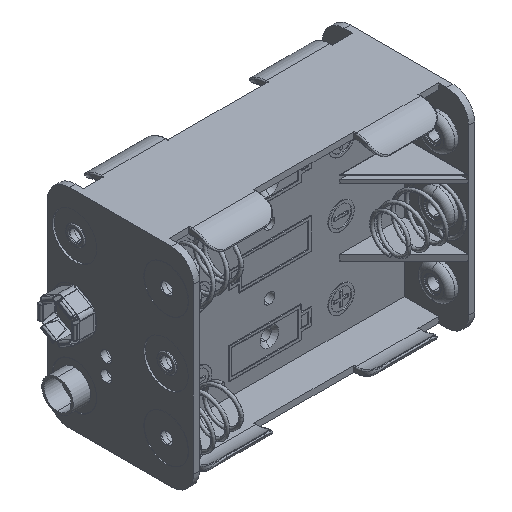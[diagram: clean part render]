
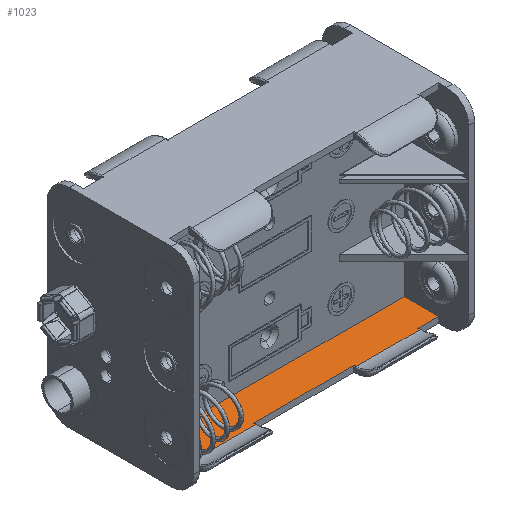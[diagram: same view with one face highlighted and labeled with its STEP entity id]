
A CAD part, isometric view. The second image highlights one B-rep face of the part: STEP entity #1023.
In plain terms, the highlighted planar face has unit normal (0, 0, 1).
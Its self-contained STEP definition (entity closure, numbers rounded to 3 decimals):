
#31 = CARTESIAN_POINT ( 'NONE',  ( 9.2, -13.335, -5.45 ) ) ;
#543 = CARTESIAN_POINT ( 'NONE',  ( 20.8, -8.235, -5.45 ) ) ;
#572 = EDGE_CURVE ( 'NONE', #15421, #27732, #7152, .T. ) ;
#842 = ORIENTED_EDGE ( 'NONE', *, *, #18126, .T. ) ;
#1023 = ADVANCED_FACE ( 'NONE', ( #1884 ), #32725, .F. ) ;
#1052 = DIRECTION ( 'NONE',  ( 0., 1., 0. ) ) ;
#1112 = EDGE_CURVE ( 'NONE', #10872, #27732, #37982, .T. ) ;
#1740 = DIRECTION ( 'NONE',  ( 0., 1., 0. ) ) ;
#1884 = FACE_OUTER_BOUND ( 'NONE', #42102, .T. ) ;
#2147 = CARTESIAN_POINT ( 'NONE',  ( 0., -8.235, -5.45 ) ) ;
#2449 = EDGE_CURVE ( 'NONE', #40652, #27815, #17791, .T. ) ;
#2538 = CARTESIAN_POINT ( 'NONE',  ( 9.2, -7.835, -5.45 ) ) ;
#2908 = ORIENTED_EDGE ( 'NONE', *, *, #1112, .T. ) ;
#3392 = VERTEX_POINT ( 'NONE', #543 ) ;
#3723 = ORIENTED_EDGE ( 'NONE', *, *, #29446, .T. ) ;
#4178 = CARTESIAN_POINT ( 'NONE',  ( 0., -1.55, -5.45 ) ) ;
#4496 = VECTOR ( 'NONE', #16893, 1000. ) ;
#4523 = CARTESIAN_POINT ( 'NONE',  ( 9.2, -8.235, -5.45 ) ) ;
#4649 = ORIENTED_EDGE ( 'NONE', *, *, #2449, .T. ) ;
#5040 = LINE ( 'NONE', #21023, #23374 ) ;
#5093 = LINE ( 'NONE', #2147, #39636 ) ;
#6527 = EDGE_CURVE ( 'NONE', #12245, #30507, #19749, .T. ) ;
#6837 = DIRECTION ( 'NONE',  ( -1., 0., 0. ) ) ;
#7058 = LINE ( 'NONE', #20354, #19665 ) ;
#7152 = LINE ( 'NONE', #14140, #28635 ) ;
#7278 = EDGE_CURVE ( 'NONE', #3392, #21466, #7058, .T. ) ;
#7542 = DIRECTION ( 'NONE',  ( -1., 0., 0. ) ) ;
#8586 = CARTESIAN_POINT ( 'NONE',  ( 0., -7.835, -5.45 ) ) ;
#8828 = LINE ( 'NONE', #11864, #33444 ) ;
#8909 = VECTOR ( 'NONE', #1052, 1000. ) ;
#9156 = VECTOR ( 'NONE', #26525, 1000. ) ;
#10033 = CARTESIAN_POINT ( 'NONE',  ( 0., -7.835, -5.45 ) ) ;
#10872 = VERTEX_POINT ( 'NONE', #35562 ) ;
#11445 = CARTESIAN_POINT ( 'NONE',  ( 20.8, -7.835, -5.45 ) ) ;
#11685 = DIRECTION ( 'NONE',  ( -1., 0., 0. ) ) ;
#11687 = CARTESIAN_POINT ( 'NONE',  ( 20.8, -7.835, -5.45 ) ) ;
#11864 = CARTESIAN_POINT ( 'NONE',  ( -24.55, -13.335, -5.45 ) ) ;
#12245 = VERTEX_POINT ( 'NONE', #13134 ) ;
#13134 = CARTESIAN_POINT ( 'NONE',  ( -20.8, -7.835, -5.45 ) ) ;
#13755 = ORIENTED_EDGE ( 'NONE', *, *, #34761, .F. ) ;
#14140 = CARTESIAN_POINT ( 'NONE',  ( 0., -7.835, -5.45 ) ) ;
#14223 = VECTOR ( 'NONE', #35066, 1000. ) ;
#14507 = EDGE_CURVE ( 'NONE', #27815, #16883, #37701, .T. ) ;
#14721 = DIRECTION ( 'NONE',  ( 0., -1., 0. ) ) ;
#14738 = VERTEX_POINT ( 'NONE', #35625 ) ;
#15421 = VERTEX_POINT ( 'NONE', #2538 ) ;
#15950 = AXIS2_PLACEMENT_3D ( 'NONE', #36072, #22780, #16181 ) ;
#16181 = DIRECTION ( 'NONE',  ( 1., 0., 0. ) ) ;
#16883 = VERTEX_POINT ( 'NONE', #32648 ) ;
#16893 = DIRECTION ( 'NONE',  ( -1., 0., 0. ) ) ;
#17791 = LINE ( 'NONE', #20689, #8909 ) ;
#18126 = EDGE_CURVE ( 'NONE', #12245, #14738, #5040, .T. ) ;
#18241 = EDGE_CURVE ( 'NONE', #10872, #14738, #5093, .T. ) ;
#19665 = VECTOR ( 'NONE', #20910, 1000. ) ;
#19747 = VECTOR ( 'NONE', #11685, 1000. ) ;
#19749 = LINE ( 'NONE', #10033, #4496 ) ;
#19853 = CARTESIAN_POINT ( 'NONE',  ( -9.2, -7.835, -5.45 ) ) ;
#20354 = CARTESIAN_POINT ( 'NONE',  ( 0., -8.235, -5.45 ) ) ;
#20689 = CARTESIAN_POINT ( 'NONE',  ( 24.55, -13.335, -5.45 ) ) ;
#20910 = DIRECTION ( 'NONE',  ( -1., 0., 0. ) ) ;
#21023 = CARTESIAN_POINT ( 'NONE',  ( -20.8, -13.335, -5.45 ) ) ;
#21466 = VERTEX_POINT ( 'NONE', #4523 ) ;
#21641 = CARTESIAN_POINT ( 'NONE',  ( -9.2, -7.835, -5.45 ) ) ;
#22780 = DIRECTION ( 'NONE',  ( 0., 0., -1. ) ) ;
#23374 = VECTOR ( 'NONE', #14721, 1000. ) ;
#23806 = EDGE_CURVE ( 'NONE', #40652, #30144, #43227, .T. ) ;
#26525 = DIRECTION ( 'NONE',  ( 0., -1., 0. ) ) ;
#26755 = VECTOR ( 'NONE', #6837, 1000. ) ;
#26961 = LINE ( 'NONE', #31, #9156 ) ;
#27732 = VERTEX_POINT ( 'NONE', #21641 ) ;
#27815 = VERTEX_POINT ( 'NONE', #28820 ) ;
#28035 = ORIENTED_EDGE ( 'NONE', *, *, #14507, .T. ) ;
#28344 = DIRECTION ( 'NONE',  ( -1., 0., 0. ) ) ;
#28635 = VECTOR ( 'NONE', #7542, 1000. ) ;
#28820 = CARTESIAN_POINT ( 'NONE',  ( 24.55, -1.55, -5.45 ) ) ;
#29159 = VECTOR ( 'NONE', #37057, 1000. ) ;
#29446 = EDGE_CURVE ( 'NONE', #15421, #21466, #26961, .T. ) ;
#29925 = CARTESIAN_POINT ( 'NONE',  ( 24.55, -7.835, -5.45 ) ) ;
#30144 = VERTEX_POINT ( 'NONE', #11445 ) ;
#30507 = VERTEX_POINT ( 'NONE', #34332 ) ;
#31913 = EDGE_CURVE ( 'NONE', #3392, #30144, #33104, .T. ) ;
#32648 = CARTESIAN_POINT ( 'NONE',  ( -24.55, -1.55, -5.45 ) ) ;
#32725 = PLANE ( 'NONE',  #15950 ) ;
#33104 = LINE ( 'NONE', #11687, #14223 ) ;
#33444 = VECTOR ( 'NONE', #1740, 1000. ) ;
#34256 = ORIENTED_EDGE ( 'NONE', *, *, #7278, .F. ) ;
#34332 = CARTESIAN_POINT ( 'NONE',  ( -24.55, -7.835, -5.45 ) ) ;
#34761 = EDGE_CURVE ( 'NONE', #30507, #16883, #8828, .T. ) ;
#35066 = DIRECTION ( 'NONE',  ( 0., 1., 0. ) ) ;
#35562 = CARTESIAN_POINT ( 'NONE',  ( -9.2, -8.235, -5.45 ) ) ;
#35625 = CARTESIAN_POINT ( 'NONE',  ( -20.8, -8.235, -5.45 ) ) ;
#35792 = ORIENTED_EDGE ( 'NONE', *, *, #23806, .F. ) ;
#36072 = CARTESIAN_POINT ( 'NONE',  ( 0., -13.335, -5.45 ) ) ;
#37057 = DIRECTION ( 'NONE',  ( 0., 1., 0. ) ) ;
#37701 = LINE ( 'NONE', #4178, #26755 ) ;
#37982 = LINE ( 'NONE', #19853, #29159 ) ;
#38784 = ORIENTED_EDGE ( 'NONE', *, *, #31913, .T. ) ;
#39055 = ORIENTED_EDGE ( 'NONE', *, *, #18241, .F. ) ;
#39636 = VECTOR ( 'NONE', #28344, 1000. ) ;
#39867 = ORIENTED_EDGE ( 'NONE', *, *, #6527, .F. ) ;
#40652 = VERTEX_POINT ( 'NONE', #29925 ) ;
#42102 = EDGE_LOOP ( 'NONE', ( #42693, #3723, #34256, #38784, #35792, #4649, #28035, #13755, #39867, #842, #39055, #2908 ) ) ;
#42693 = ORIENTED_EDGE ( 'NONE', *, *, #572, .F. ) ;
#43227 = LINE ( 'NONE', #8586, #19747 ) ;
